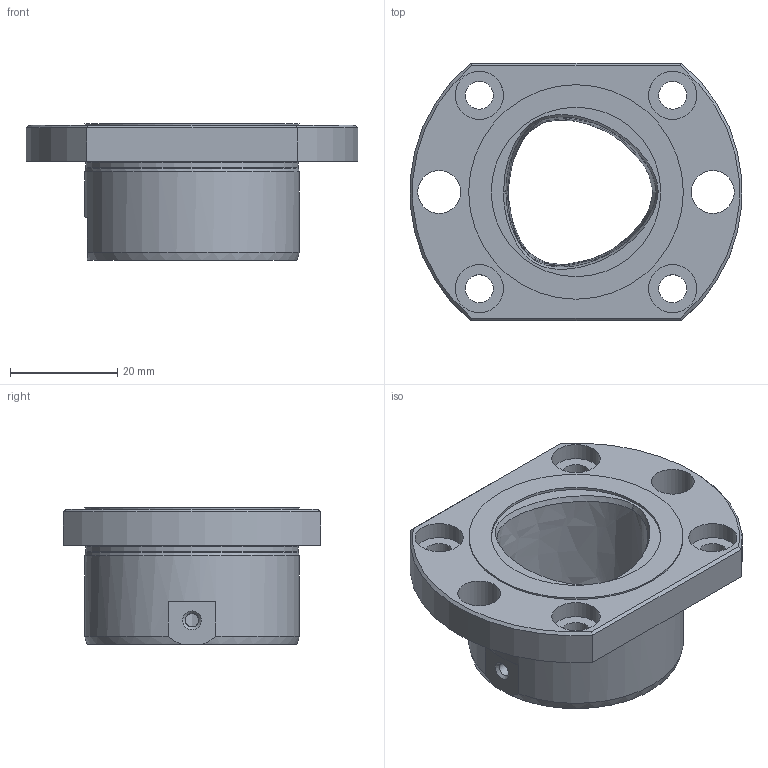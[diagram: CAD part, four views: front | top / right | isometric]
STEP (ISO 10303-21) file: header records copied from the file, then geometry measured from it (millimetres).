
FILE_DESCRIPTION(/* description */ (''),/* implementation_level */ '2;1');
FILE_NAME(/* name */ '000X031C403439-CaptoC4Buchse-Teil 1.stp',/* time_stamp */ '2014-02-26T14:05:53+01:00',/* author */ ('Walter'),/* organization */ (''),/* preprocessor_version */ 'ST-DEVELOPER v15.2',/* originating_system */ 'Autodesk Inventor 2014',/* authorisation */ '');
FILE_SCHEMA (('CONFIG_CONTROL_DESIGN'));
Length unit declared in the file: millimetre
Products named in the file (1): 000X031C403439-CaptoC4Buchse-Teil 1
Bounding box: 61.8 x 48 x 25.5 mm (x, y, z)
Volume: 24346.4 mm3; surface area: 10455.4 mm2
Topology: 1 solids, 1 shells, 63 faces, 155 edges, 101 vertices
Faces by surface type: cylinder 24, plane 16, bspline 14, cone 6, torus 3
Full cylindrical faces by diameter (mm): 2.5 x1, 5.2 x4, 8 x2, 9 x4, 31.6 x1, 39.6 x1, 40 x3
Entity records: 3543 total; most frequent: CARTESIAN_POINT 2135, DIRECTION 255, ORIENTED_EDGE 252, EDGE_CURVE 126, AXIS2_PLACEMENT_3D 111, EDGE_LOOP 108, VERTEX_POINT 94, FACE_OUTER_BOUND 63
